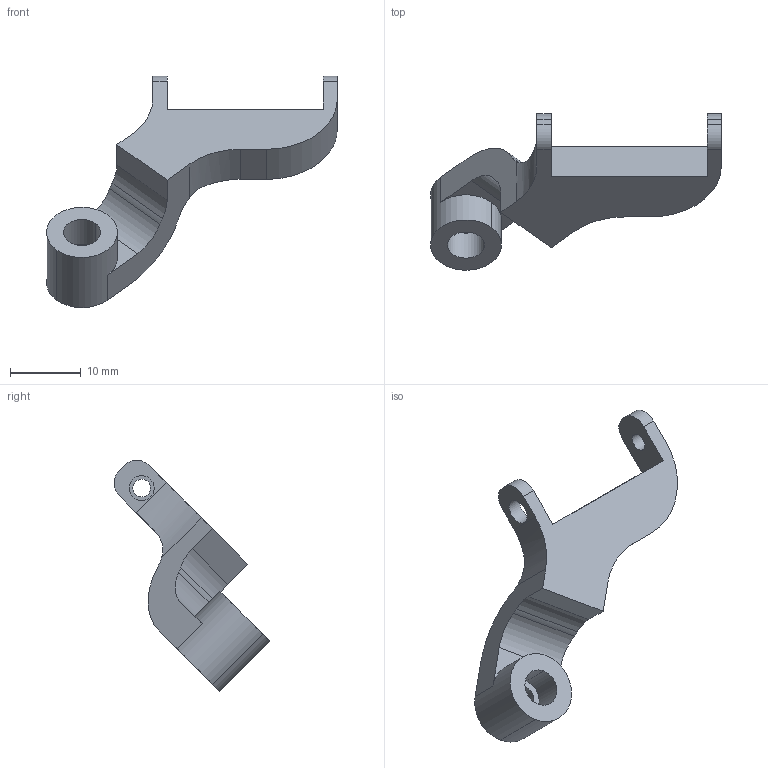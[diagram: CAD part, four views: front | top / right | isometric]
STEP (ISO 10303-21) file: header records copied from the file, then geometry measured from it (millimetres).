
FILE_DESCRIPTION (( 'STEP AP214' ), '1' );
FILE_NAME ('TR4link3.STEP', '2022-05-27T14:29:27', ( '' ), ( '' ), 'SwSTEP 2.0', 'SolidWorks 2020', '' );
FILE_SCHEMA (( 'AUTOMOTIVE_DESIGN' ));
Length unit declared in the file: millimetre
Products named in the file (1): TR4link3
Bounding box: 40.98 x 21.97 x 32.58 mm (x, y, z)
Volume: 2854.6 mm3; surface area: 2070.6 mm2
Topology: 1 solids, 1 shells, 39 faces, 108 edges, 72 vertices
Faces by surface type: cylinder 22, plane 17
Entity records: 1330 total; most frequent: CARTESIAN_POINT 240, DIRECTION 232, ORIENTED_EDGE 216, EDGE_CURVE 108, AXIS2_PLACEMENT_3D 86, VERTEX_POINT 72, LINE 60, VECTOR 60
